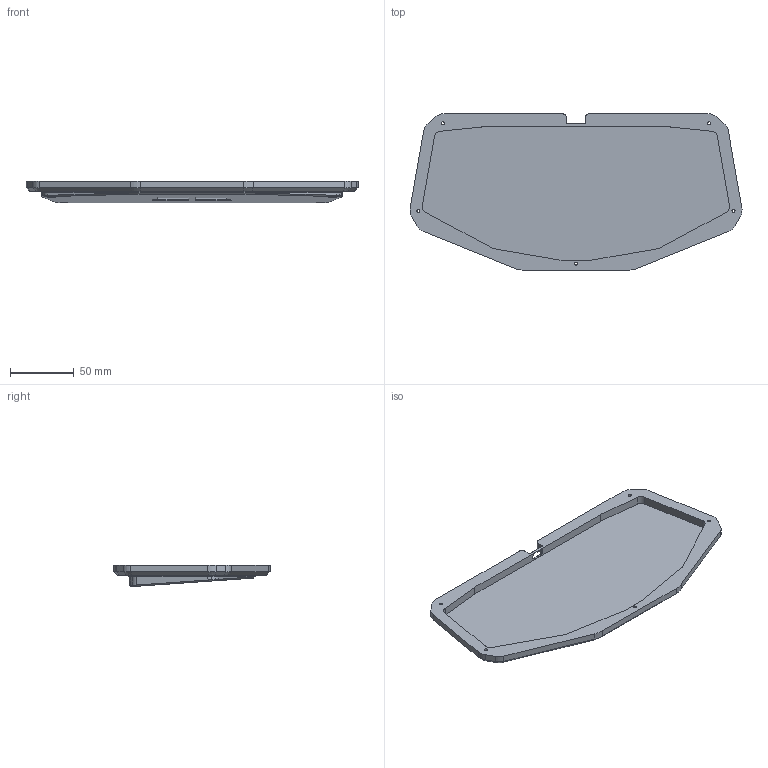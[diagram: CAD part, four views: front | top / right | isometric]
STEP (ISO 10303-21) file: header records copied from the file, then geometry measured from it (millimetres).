
FILE_DESCRIPTION(/* description */ (''),/* implementation_level */ '2;1');
FILE_NAME(/* name */ 'Le Chisoffre case revision v6 bottom.step',/* time_stamp */ '2025-07-22T08:09:49-04:00',/* author */ (''),/* organization */ (''),/* preprocessor_version */ 'ST-DEVELOPER v20.1',/* originating_system */ 'Autodesk Translation Framework v14.10.0.0',/* authorisation */ '');
FILE_SCHEMA (('AUTOMOTIVE_DESIGN { 1 0 10303 214 3 1 1 }'));
Length unit declared in the file: millimetre
Products named in the file (2): Le Chisoffre case revision; Case Bottom
Assembly tree (1 placements, depth 2):
  Le Chisoffre case revision
    Case Bottom
Bounding box: 260.83 x 122.87 x 16.84 mm (x, y, z)
Volume: 191439.5 mm3; surface area: 67484.4 mm2
Topology: 1 solids, 1 shells, 248 faces, 601 edges, 366 vertices
Faces by surface type: plane 105, cylinder 77, cone 28, bspline 28, torus 10
Full cylindrical faces by diameter (mm): 2.4 x5, 4 x5, 6 x5
Entity records: 7613 total; most frequent: CARTESIAN_POINT 1831, ORIENTED_EDGE 1198, DIRECTION 1166, EDGE_CURVE 599, AXIS2_PLACEMENT_3D 403, VERTEX_POINT 366, LINE 360, VECTOR 360
